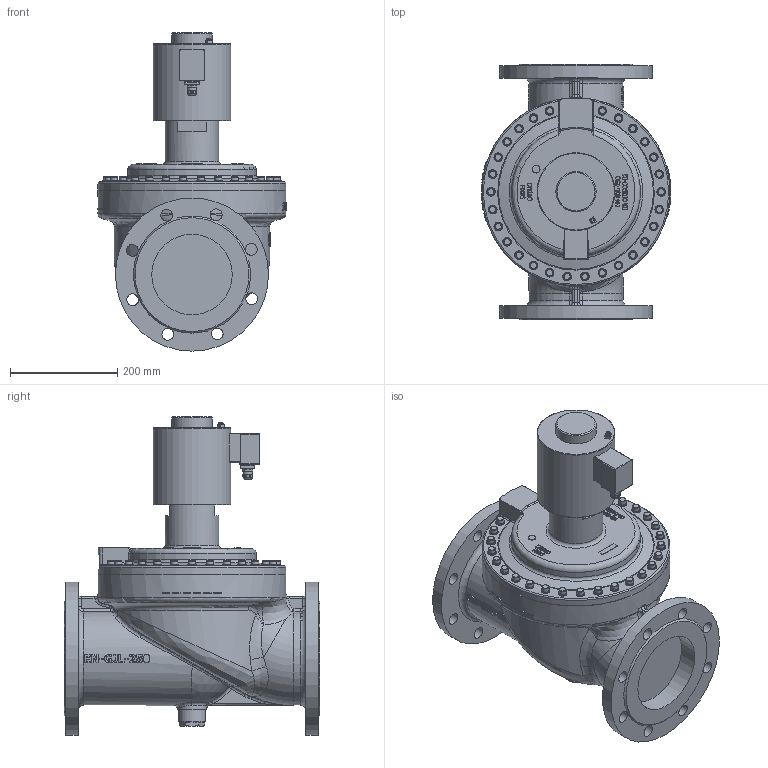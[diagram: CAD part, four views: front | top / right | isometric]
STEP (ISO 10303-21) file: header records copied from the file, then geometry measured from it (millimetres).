
FILE_DESCRIPTION(/* description */ (''),/* implementation_level */ '2;1');
FILE_NAME(/* name */ '027.001411_G2711-0401-.358-DV.stp',/* time_stamp */ '2025-10-15T11:42:50+02:00',/* author */ ('CBeuthner'),/* organization */ (''),/* preprocessor_version */ 'ST-DEVELOPER v20',/* originating_system */ 'Autodesk Inventor 2024',/* authorisation */ '');
FILE_SCHEMA (('AUTOMOTIVE_DESIGN { 1 0 10303 214 3 1 1 }'));
Length unit declared in the file: millimetre
Products named in the file (1): 88-006884
Bounding box: 352.98 x 476 x 592.4 mm (x, y, z)
Volume: 27107062.7 mm3; surface area: 1088608.9 mm2
Topology: 2 solids, 2 shells, 1375 faces, 3528 edges, 2274 vertices
Faces by surface type: plane 566, bspline 429, cylinder 248, torus 76, cone 48, sphere 8
Full cylindrical faces by diameter (mm): 4.51 x1, 8 x28, 13 x28, 14 x1, 16 x28, 17 x2, 22 x16, 50 x1, 55 x1, 75 x1, 100 x1, 145 x1, 150 x2, 285 x2, 350 x2
Entity records: 73482 total; most frequent: CARTESIAN_POINT 43097, ORIENTED_EDGE 7036, DIRECTION 4962, EDGE_CURVE 3518, VERTEX_POINT 2274, AXIS2_PLACEMENT_3D 1737, EDGE_LOOP 1588, LINE 1488
